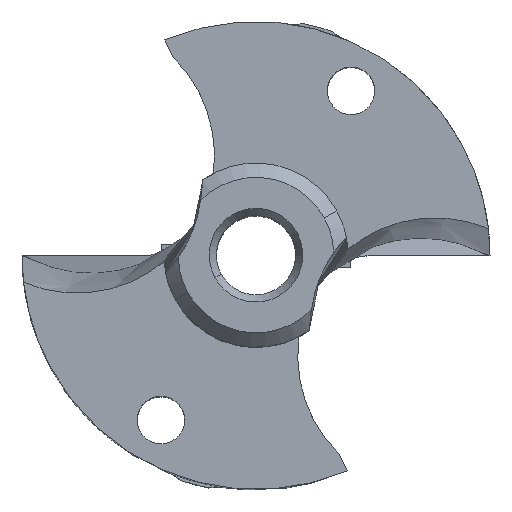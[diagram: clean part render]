
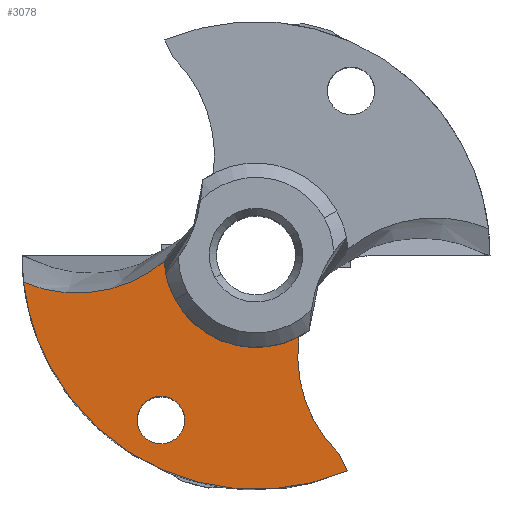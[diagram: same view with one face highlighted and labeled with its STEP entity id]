
A CAD part, top view. The second image highlights one B-rep face of the part: STEP entity #3078.
In plain terms, the highlighted planar face has unit normal (0, 0, 1).
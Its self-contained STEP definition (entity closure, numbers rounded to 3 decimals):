
#281=AXIS2_PLACEMENT_3D('Circle Axis2P3D',#279,#280,$) ;
#830=AXIS2_PLACEMENT_3D('Circle Axis2P3D',#828,#829,$) ;
#849=AXIS2_PLACEMENT_3D('Circle Axis2P3D',#847,#848,$) ;
#1330=AXIS2_PLACEMENT_3D('Circle Axis2P3D',#1328,#1329,$) ;
#1834=AXIS2_PLACEMENT_3D('Plane Axis2P3D',#1831,#1832,#1833) ;
#2905=AXIS2_PLACEMENT_3D('Circle Axis2P3D',#2903,#2904,$) ;
#3062=AXIS2_PLACEMENT_3D('Circle Axis2P3D',#3060,#3061,$) ;
#276=CARTESIAN_POINT('Vertex',(-14.261,-7.791,0.)) ;
#279=CARTESIAN_POINT('Axis2P3D Location',(0.,0.,0.)) ;
#283=CARTESIAN_POINT('Vertex',(-16.144,-1.856,0.)) ;
#458=CARTESIAN_POINT('Vertex',(5.795,-13.801,0.)) ;
#462=CARTESIAN_POINT('Control Point',(5.795,-13.801,0.)) ;
#463=CARTESIAN_POINT('Control Point',(5.903,-14.034,0.)) ;
#464=CARTESIAN_POINT('Control Point',(6.012,-14.266,0.)) ;
#465=CARTESIAN_POINT('Control Point',(6.12,-14.499,0.)) ;
#466=CARTESIAN_POINT('Control Point',(6.229,-14.731,0.)) ;
#467=CARTESIAN_POINT('Control Point',(6.337,-14.963,0.)) ;
#468=CARTESIAN_POINT('Vertex',(6.337,-14.963,0.)) ;
#623=CARTESIAN_POINT('Control Point',(-16.144,-1.856,0.)) ;
#624=CARTESIAN_POINT('Control Point',(-14.318,-2.643,0.)) ;
#625=CARTESIAN_POINT('Control Point',(-12.192,-2.986,0.)) ;
#626=CARTESIAN_POINT('Control Point',(-9.949,-2.67,0.)) ;
#627=CARTESIAN_POINT('Control Point',(-7.97,-1.741,0.)) ;
#628=CARTESIAN_POINT('Control Point',(-6.386,-0.43,0.)) ;
#629=CARTESIAN_POINT('Vertex',(-6.386,-0.43,0.)) ;
#825=CARTESIAN_POINT('Vertex',(-6.6,-9.782,0.)) ;
#828=CARTESIAN_POINT('Axis2P3D Location',(-6.6,-11.432,0.)) ;
#832=CARTESIAN_POINT('Vertex',(-6.6,-13.082,0.)) ;
#847=CARTESIAN_POINT('Axis2P3D Location',(-6.6,-11.432,0.)) ;
#959=CARTESIAN_POINT('Vertex',(2.989,-5.659,0.)) ;
#963=CARTESIAN_POINT('Control Point',(5.795,-13.801,0.)) ;
#964=CARTESIAN_POINT('Control Point',(4.534,-12.592,0.)) ;
#965=CARTESIAN_POINT('Control Point',(3.514,-11.051,0.)) ;
#966=CARTESIAN_POINT('Control Point',(2.897,-9.251,0.)) ;
#967=CARTESIAN_POINT('Control Point',(2.746,-7.406,0.)) ;
#968=CARTESIAN_POINT('Control Point',(2.989,-5.659,0.)) ;
#1325=CARTESIAN_POINT('Vertex',(-5.617,-3.068,0.)) ;
#1328=CARTESIAN_POINT('Axis2P3D Location',(0.,0.,0.)) ;
#1831=CARTESIAN_POINT('Axis2P3D Location',(16.25,0.,0.)) ;
#2903=CARTESIAN_POINT('Axis2P3D Location',(0.,0.,0.)) ;
#3060=CARTESIAN_POINT('Axis2P3D Location',(0.,0.,0.)) ;
#280=DIRECTION('Axis2P3D Direction',(0.,0.,1.)) ;
#829=DIRECTION('Axis2P3D Direction',(-0.,0.,-1.)) ;
#848=DIRECTION('Axis2P3D Direction',(-0.,0.,-1.)) ;
#1329=DIRECTION('Axis2P3D Direction',(0.,0.,1.)) ;
#1832=DIRECTION('Axis2P3D Direction',(0.,0.,1.)) ;
#1833=DIRECTION('Axis2P3D XDirection',(1.,0.,0.)) ;
#2904=DIRECTION('Axis2P3D Direction',(0.,0.,1.)) ;
#3061=DIRECTION('Axis2P3D Direction',(0.,0.,1.)) ;
#3066=ORIENTED_EDGE('',*,*,#969,.T.) ;
#3067=ORIENTED_EDGE('',*,*,#1332,.F.) ;
#3068=ORIENTED_EDGE('',*,*,#2907,.F.) ;
#3069=ORIENTED_EDGE('',*,*,#631,.F.) ;
#3070=ORIENTED_EDGE('',*,*,#285,.T.) ;
#3071=ORIENTED_EDGE('',*,*,#3064,.T.) ;
#3072=ORIENTED_EDGE('',*,*,#470,.F.) ;
#3075=ORIENTED_EDGE('',*,*,#834,.T.) ;
#3076=ORIENTED_EDGE('',*,*,#851,.T.) ;
#3077=FACE_BOUND('',#3074,.T.) ;
#3078=ADVANCED_FACE('NOCUT',(#3073,#3077),#1835,.T.) ;
#461=B_SPLINE_CURVE_WITH_KNOTS('',5,(#462,#463,#464,#465,#466,#467),.UNSPECIFIED.,.F.,.U.,(6,6),(1.456,2.739),.UNSPECIFIED.) ;
#622=B_SPLINE_CURVE_WITH_KNOTS('',5,(#623,#624,#625,#626,#627,#628),.UNSPECIFIED.,.F.,.U.,(6,6),(0.171,14.782),.UNSPECIFIED.) ;
#962=B_SPLINE_CURVE_WITH_KNOTS('',5,(#963,#964,#965,#966,#967,#968),.UNSPECIFIED.,.F.,.U.,(6,6),(3.245,15.775),.UNSPECIFIED.) ;
#282=CIRCLE('generated circle',#281,16.25) ;
#831=CIRCLE('generated circle',#830,1.65) ;
#850=CIRCLE('generated circle',#849,1.65) ;
#1331=CIRCLE('generated circle',#1330,6.4) ;
#2906=CIRCLE('generated circle',#2905,6.4) ;
#3063=CIRCLE('generated circle',#3062,16.25) ;
#285=EDGE_CURVE('',#284,#277,#282,.T.) ;
#470=EDGE_CURVE('',#459,#469,#461,.T.) ;
#631=EDGE_CURVE('',#284,#630,#622,.T.) ;
#834=EDGE_CURVE('',#833,#826,#831,.T.) ;
#851=EDGE_CURVE('',#826,#833,#850,.T.) ;
#969=EDGE_CURVE('',#459,#960,#962,.T.) ;
#1332=EDGE_CURVE('',#1326,#960,#1331,.T.) ;
#2907=EDGE_CURVE('',#630,#1326,#2906,.T.) ;
#3064=EDGE_CURVE('',#277,#469,#3063,.T.) ;
#3065=EDGE_LOOP('',(#3066,#3067,#3068,#3069,#3070,#3071,#3072)) ;
#3074=EDGE_LOOP('',(#3075,#3076)) ;
#3073=FACE_OUTER_BOUND('',#3065,.T.) ;
#1835=PLANE('',#1834) ;
#277=VERTEX_POINT('',#276) ;
#284=VERTEX_POINT('',#283) ;
#459=VERTEX_POINT('',#458) ;
#469=VERTEX_POINT('',#468) ;
#630=VERTEX_POINT('',#629) ;
#826=VERTEX_POINT('',#825) ;
#833=VERTEX_POINT('',#832) ;
#960=VERTEX_POINT('',#959) ;
#1326=VERTEX_POINT('',#1325) ;
